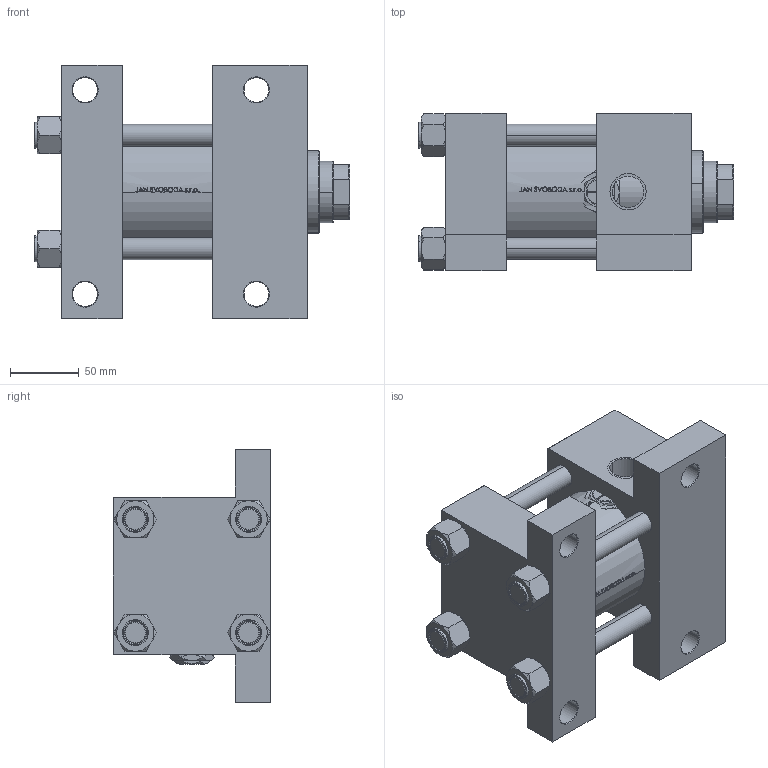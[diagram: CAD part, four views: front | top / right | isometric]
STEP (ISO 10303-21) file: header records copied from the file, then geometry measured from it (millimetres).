
FILE_DESCRIPTION (( 'STEP AP203' ), '1' );
FILE_NAME ('a414.STEP', '2022-04-16T22:00:09', ( '' ), ( '' ), 'SwSTEP 2.0', 'SolidWorks 2019', '' );
FILE_SCHEMA (( 'CONFIG_CONTROL_DESIGN' ));
Length unit declared in the file: millimetre
Products named in the file (7): V215CD_VC_G f0e3631ac8d11bcc959a2c00a30746b1; V215CD_G_TYCINKA f0e3631ac8d11bcc959a2c00a30746b1; V215CD_NUT_M5_G f0e3631ac8d11bcc959a2c00a30746b1; Zatka_pro_OIL_PORT f0e3631ac8d11bcc959a2c00a30746b1; V215CD_G_Body f0e3631ac8d11bcc959a2c00a30746b1; a414; V215CD_VCP_G f0e3631ac8d11bcc959a2c00a30746b1
Assembly tree (13 placements, depth 2):
  a414
    V215CD_G_Body f0e3631ac8d11bcc959a2c00a30746b1
    V215CD_VC_G f0e3631ac8d11bcc959a2c00a30746b1
    V215CD_VCP_G f0e3631ac8d11bcc959a2c00a30746b1
    V215CD_G_TYCINKA f0e3631ac8d11bcc959a2c00a30746b1  x4
    V215CD_NUT_M5_G f0e3631ac8d11bcc959a2c00a30746b1  x4
    Zatka_pro_OIL_PORT f0e3631ac8d11bcc959a2c00a30746b1  x2
Bounding box: 230 x 115 x 185 mm (x, y, z)
Volume: 2031049 mm3; surface area: 299083.4 mm2
Topology: 13 solids, 13 shells, 1219 faces, 3090 edges, 1983 vertices
Faces by surface type: plane 522, bspline 380, cone 184, cylinder 125, torus 8
Entity records: 49349 total; most frequent: CARTESIAN_POINT 26433, ORIENTED_EDGE 5252, DIRECTION 3280, EDGE_CURVE 2626, VERTEX_POINT 1703, LINE 1344, VECTOR 1344, EDGE_LOOP 1125
